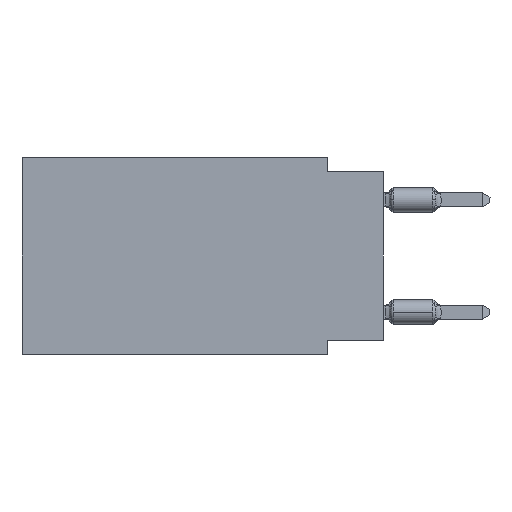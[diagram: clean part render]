
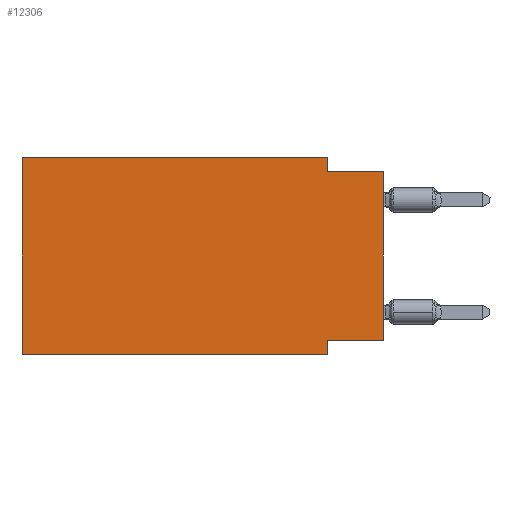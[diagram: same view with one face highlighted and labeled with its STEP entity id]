
A CAD part, left-side view. The second image highlights one B-rep face of the part: STEP entity #12306.
In plain terms, the highlighted planar face has unit normal (-1, 0, 0).
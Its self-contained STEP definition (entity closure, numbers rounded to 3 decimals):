
#174 = CARTESIAN_POINT ( 'NONE',  ( 0., 16.383, 0. ) ) ;
#214 = ORIENTED_EDGE ( 'NONE', *, *, #6130, .T. ) ;
#401 = VERTEX_POINT ( 'NONE', #3065 ) ;
#970 = ORIENTED_EDGE ( 'NONE', *, *, #1366, .F. ) ;
#980 = PLANE ( 'NONE',  #6511 ) ;
#996 = VERTEX_POINT ( 'NONE', #9334 ) ;
#1071 = VECTOR ( 'NONE', #11667, 1000. ) ;
#1123 = DIRECTION ( 'NONE',  ( 0., 0., -1. ) ) ;
#1366 = EDGE_CURVE ( 'NONE', #401, #3318, #17545, .T. ) ;
#1373 = VECTOR ( 'NONE', #14641, 1000. ) ;
#1549 = DIRECTION ( 'NONE',  ( 0., 0., 1. ) ) ;
#1651 = VERTEX_POINT ( 'NONE', #15323 ) ;
#1741 = CARTESIAN_POINT ( 'NONE',  ( 0., 2.54, -0.635 ) ) ;
#1862 = CARTESIAN_POINT ( 'NONE',  ( 0., 0., -0.635 ) ) ;
#2028 = LINE ( 'NONE', #7608, #2902 ) ;
#2269 = DIRECTION ( 'NONE',  ( 1., 0., 0. ) ) ;
#2275 = VECTOR ( 'NONE', #1549, 1000. ) ;
#2902 = VECTOR ( 'NONE', #13190, 1000. ) ;
#2991 = EDGE_LOOP ( 'NONE', ( #214, #15128, #7059, #4734, #13540, #6444, #970, #13725 ) ) ;
#3065 = CARTESIAN_POINT ( 'NONE',  ( 0., 2.54, -8.255 ) ) ;
#3318 = VERTEX_POINT ( 'NONE', #14384 ) ;
#3385 = CARTESIAN_POINT ( 'NONE',  ( 0., 0., -8.255 ) ) ;
#3488 = LINE ( 'NONE', #14554, #1373 ) ;
#3596 = EDGE_CURVE ( 'NONE', #996, #14376, #14091, .T. ) ;
#3743 = CARTESIAN_POINT ( 'NONE',  ( 0., 16.383, 0. ) ) ;
#4650 = EDGE_CURVE ( 'NONE', #996, #3318, #2028, .T. ) ;
#4734 = ORIENTED_EDGE ( 'NONE', *, *, #17059, .F. ) ;
#4814 = CARTESIAN_POINT ( 'NONE',  ( 0., 2.54, -8.89 ) ) ;
#5126 = DIRECTION ( 'NONE',  ( 0., 0., 1. ) ) ;
#5195 = DIRECTION ( 'NONE',  ( 0., 0., -1. ) ) ;
#6130 = EDGE_CURVE ( 'NONE', #13432, #18101, #9170, .T. ) ;
#6295 = FACE_OUTER_BOUND ( 'NONE', #2991, .T. ) ;
#6444 = ORIENTED_EDGE ( 'NONE', *, *, #4650, .T. ) ;
#6511 = AXIS2_PLACEMENT_3D ( 'NONE', #3743, #2269, #5195 ) ;
#7059 = ORIENTED_EDGE ( 'NONE', *, *, #17925, .F. ) ;
#7544 = VECTOR ( 'NONE', #5126, 1000. ) ;
#7608 = CARTESIAN_POINT ( 'NONE',  ( 0., 16.383, -8.89 ) ) ;
#7959 = DIRECTION ( 'NONE',  ( 0., 1., 0. ) ) ;
#8004 = LINE ( 'NONE', #13576, #12303 ) ;
#8620 = VECTOR ( 'NONE', #7959, 1000. ) ;
#9170 = LINE ( 'NONE', #15096, #7544 ) ;
#9334 = CARTESIAN_POINT ( 'NONE',  ( 0., 16.383, -8.89 ) ) ;
#9887 = EDGE_CURVE ( 'NONE', #13493, #18101, #14402, .T. ) ;
#10285 = VECTOR ( 'NONE', #10673, 1000. ) ;
#10673 = DIRECTION ( 'NONE',  ( 0., 0., -1. ) ) ;
#11667 = DIRECTION ( 'NONE',  ( 0., -1., 0. ) ) ;
#12257 = LINE ( 'NONE', #16659, #8620 ) ;
#12303 = VECTOR ( 'NONE', #1123, 1000. ) ;
#12306 = ADVANCED_FACE ( 'NONE', ( #6295 ), #980, .F. ) ;
#13190 = DIRECTION ( 'NONE',  ( 0., -1., 0. ) ) ;
#13432 = VERTEX_POINT ( 'NONE', #3385 ) ;
#13493 = VERTEX_POINT ( 'NONE', #1741 ) ;
#13533 = CARTESIAN_POINT ( 'NONE',  ( 0., 16.383, 0. ) ) ;
#13540 = ORIENTED_EDGE ( 'NONE', *, *, #3596, .F. ) ;
#13576 = CARTESIAN_POINT ( 'NONE',  ( 0., 2.54, 0. ) ) ;
#13725 = ORIENTED_EDGE ( 'NONE', *, *, #14348, .F. ) ;
#14091 = LINE ( 'NONE', #174, #2275 ) ;
#14348 = EDGE_CURVE ( 'NONE', #13432, #401, #12257, .T. ) ;
#14376 = VERTEX_POINT ( 'NONE', #13533 ) ;
#14384 = CARTESIAN_POINT ( 'NONE',  ( 0., 2.54, -8.89 ) ) ;
#14402 = LINE ( 'NONE', #1862, #1071 ) ;
#14554 = CARTESIAN_POINT ( 'NONE',  ( 0., 16.383, 0. ) ) ;
#14641 = DIRECTION ( 'NONE',  ( 0., -1., 0. ) ) ;
#15096 = CARTESIAN_POINT ( 'NONE',  ( 0., 0., 0. ) ) ;
#15128 = ORIENTED_EDGE ( 'NONE', *, *, #9887, .F. ) ;
#15323 = CARTESIAN_POINT ( 'NONE',  ( 0., 2.54, 0. ) ) ;
#16659 = CARTESIAN_POINT ( 'NONE',  ( 0., 0., -8.255 ) ) ;
#16774 = CARTESIAN_POINT ( 'NONE',  ( 0., 0., -0.635 ) ) ;
#17059 = EDGE_CURVE ( 'NONE', #14376, #1651, #3488, .T. ) ;
#17545 = LINE ( 'NONE', #4814, #10285 ) ;
#17925 = EDGE_CURVE ( 'NONE', #1651, #13493, #8004, .T. ) ;
#18101 = VERTEX_POINT ( 'NONE', #16774 ) ;
